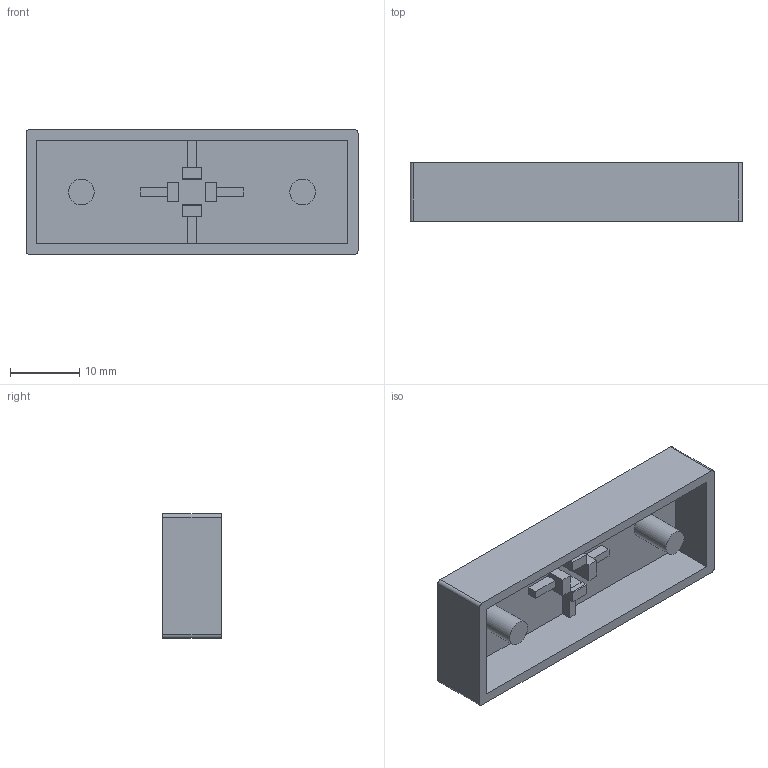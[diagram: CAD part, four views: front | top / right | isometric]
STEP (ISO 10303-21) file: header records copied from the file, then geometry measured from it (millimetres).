
FILE_DESCRIPTION(/* description */ (''),/* implementation_level */ '2;1');
FILE_NAME(/* name */ 'delete2 v1.step',/* time_stamp */ '2023-03-03T21:17:55+01:00',/* author */ (''),/* organization */ (''),/* preprocessor_version */ 'ST-DEVELOPER v19.2',/* originating_system */ 'Autodesk Translation Framework v11.17.0.187',/* authorisation */ '');
FILE_SCHEMA (('AUTOMOTIVE_DESIGN { 1 0 10303 214 3 1 1 }'));
Length unit declared in the file: millimetre
Products named in the file (1): delete2
Bounding box: 48 x 8.5 x 18 mm (x, y, z)
Volume: 3067.6 mm3; surface area: 4055.5 mm2
Topology: 1 solids, 1 shells, 82 faces, 216 edges, 144 vertices
Faces by surface type: plane 68, bspline 8, cylinder 6
Full cylindrical faces by diameter (mm): 3.7 x2
Entity records: 2549 total; most frequent: CARTESIAN_POINT 547, ORIENTED_EDGE 432, DIRECTION 362, EDGE_CURVE 216, LINE 188, VECTOR 188, VERTEX_POINT 144, EDGE_LOOP 90
